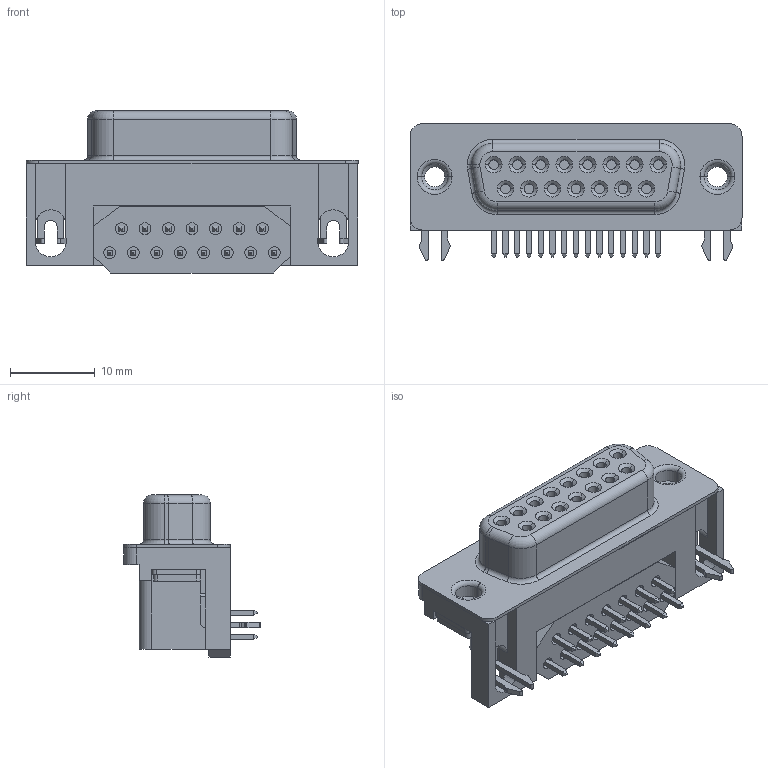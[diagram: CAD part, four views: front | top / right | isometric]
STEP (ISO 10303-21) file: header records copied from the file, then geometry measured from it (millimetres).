
FILE_DESCRIPTION (( 'STEP AP214' ), '1' );
FILE_NAME ('KF22X-A15S-N_rA2.STEP', '2013-12-06T22:03:20', ( '' ), ( '' ), 'SwSTEP 2.0', 'SolidWorks 2012', '' );
FILE_SCHEMA (( 'AUTOMOTIVE_DESIGN' ));
Length unit declared in the file: millimetre
Products named in the file (1): KF22X-A15S-N_rA2
Bounding box: 39.14 x 16.11 x 19.1 mm (x, y, z)
Volume: 5216.7 mm3; surface area: 3818.2 mm2
Topology: 1 solids, 1 shells, 473 faces, 1137 edges, 708 vertices
Faces by surface type: plane 286, cylinder 135, cone 38, torus 14
Entity records: 15558 total; most frequent: DIRECTION 2417, CARTESIAN_POINT 2319, ORIENTED_EDGE 2274, EDGE_CURVE 1137, AXIS2_PLACEMENT_3D 806, VECTOR 805, LINE 805, VERTEX_POINT 708
